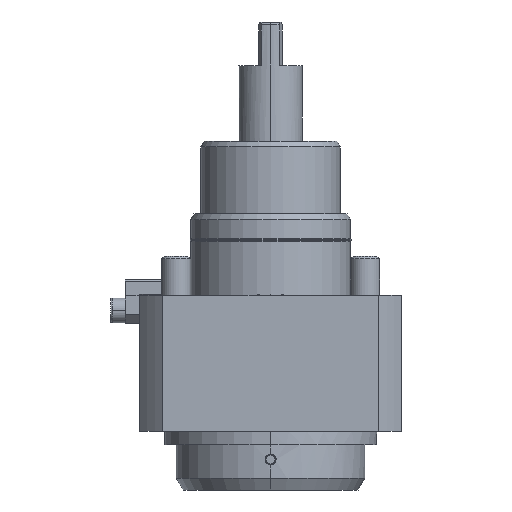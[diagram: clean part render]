
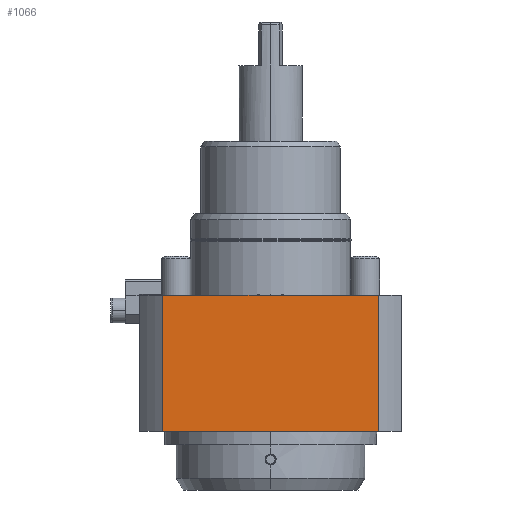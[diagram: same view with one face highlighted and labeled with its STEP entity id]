
A CAD part, front view. The second image highlights one B-rep face of the part: STEP entity #1066.
In plain terms, the highlighted planar face has unit normal (0, -1, 0).
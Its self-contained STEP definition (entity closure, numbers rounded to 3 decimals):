
#912=CARTESIAN_POINT('',(-37.041,-42.,-46.8));
#913=VERTEX_POINT('',#912);
#921=CARTESIAN_POINT('',(-37.041,-42.,0.));
#922=VERTEX_POINT('',#921);
#923=CARTESIAN_POINT('',(-37.041,-42.,-46.8));
#924=DIRECTION('',(0.,0.,1.));
#925=VECTOR('',#924,46.8);
#926=LINE('',#923,#925);
#927=EDGE_CURVE('',#913,#922,#926,.T.);
#996=CARTESIAN_POINT('',(37.041,-42.,0.));
#997=VERTEX_POINT('',#996);
#1005=CARTESIAN_POINT('',(37.041,-42.,-46.8));
#1006=VERTEX_POINT('',#1005);
#1007=CARTESIAN_POINT('',(37.041,-42.,0.));
#1008=DIRECTION('',(0.,0.,-1.));
#1009=VECTOR('',#1008,46.8);
#1010=LINE('',#1007,#1009);
#1011=EDGE_CURVE('',#997,#1006,#1010,.T.);
#1045=CARTESIAN_POINT('',(-45.,-42.,0.));
#1046=DIRECTION('',(-0.,-1.,0.));
#1047=DIRECTION('',(0.,0.,1.));
#1048=AXIS2_PLACEMENT_3D('',#1045,#1046,#1047);
#1049=PLANE('',#1048);
#1050=ORIENTED_EDGE('',*,*,#927,.F.);
#1051=CARTESIAN_POINT('',(37.041,-42.,-46.8));
#1052=DIRECTION('',(-1.,0.,0.));
#1053=VECTOR('',#1052,74.081);
#1054=LINE('',#1051,#1053);
#1055=EDGE_CURVE('',#1006,#913,#1054,.T.);
#1056=ORIENTED_EDGE('',*,*,#1055,.F.);
#1057=ORIENTED_EDGE('',*,*,#1011,.F.);
#1058=CARTESIAN_POINT('',(37.041,-42.,0.));
#1059=DIRECTION('',(-1.,0.,0.));
#1060=VECTOR('',#1059,74.081);
#1061=LINE('',#1058,#1060);
#1062=EDGE_CURVE('',#997,#922,#1061,.T.);
#1063=ORIENTED_EDGE('',*,*,#1062,.T.);
#1064=EDGE_LOOP('',(#1050,#1056,#1057,#1063));
#1065=FACE_BOUND('',#1064,.T.);
#1066=ADVANCED_FACE('',(#1065),#1049,.T.);
